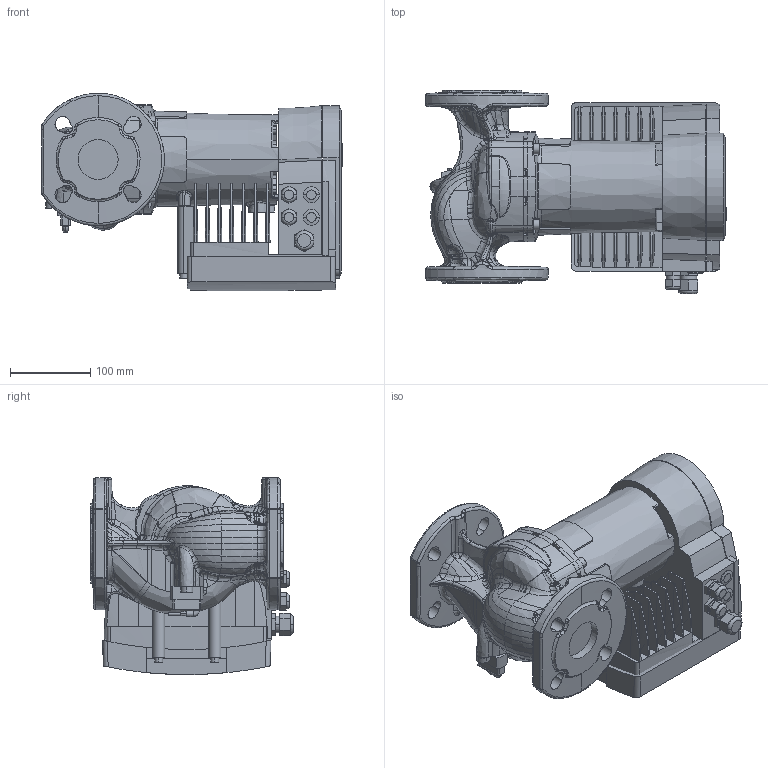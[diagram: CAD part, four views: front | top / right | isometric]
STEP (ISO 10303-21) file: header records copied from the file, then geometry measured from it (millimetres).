
FILE_DESCRIPTION (( 'STEP AP203' ), '1' );
FILE_NAME ('ModulA 50-6 240 RED.STEP', '2014-07-15T11:15:04', ( '' ), ( '' ), 'SwSTEP 2.0', 'SolidWorks 2011', '' );
FILE_SCHEMA (( 'CONFIG_CONTROL_DESIGN' ));
Length unit declared in the file: millimetre
Products named in the file (1): ModulA 50-6 240 RED
Bounding box: 375.2 x 253 x 246 mm (x, y, z)
Volume: 9051095.3 mm3; surface area: 860733.3 mm2
Topology: 12 solids, 12 shells, 2176 faces, 5499 edges, 3347 vertices
Faces by surface type: bspline 1126, plane 478, cylinder 331, cone 150, torus 65, sphere 26
Entity records: 174476 total; most frequent: CARTESIAN_POINT 131971, ORIENTED_EDGE 10854, DIRECTION 5526, EDGE_CURVE 5427, VERTEX_POINT 3347, B_SPLINE_CURVE_WITH_KNOTS 2802, EDGE_LOOP 2272, FACE_OUTER_BOUND 2176
